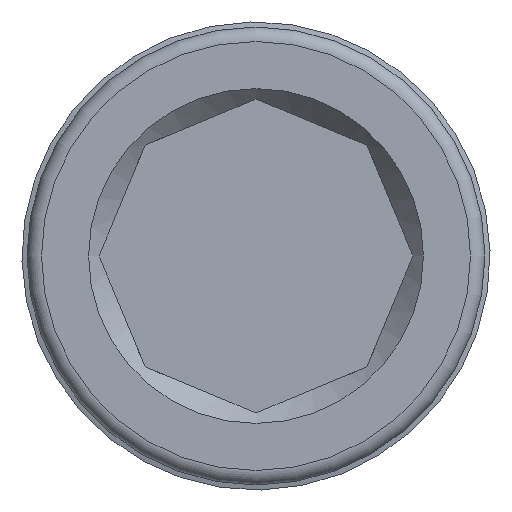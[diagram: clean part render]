
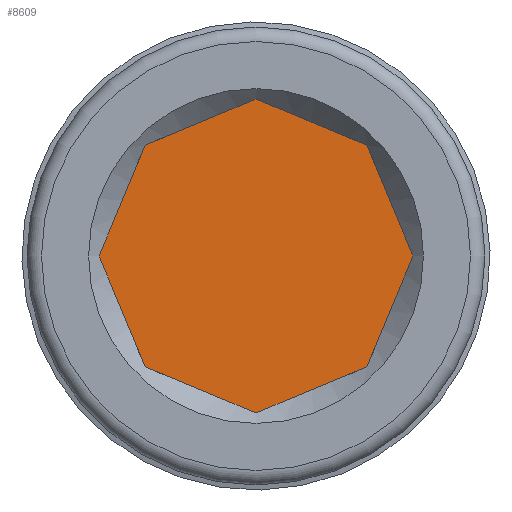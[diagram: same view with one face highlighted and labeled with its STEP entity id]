
A CAD part, left-side view. The second image highlights one B-rep face of the part: STEP entity #8609.
In plain terms, the highlighted planar face has unit normal (-1, 0, 0).
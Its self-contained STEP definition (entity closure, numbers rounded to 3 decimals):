
#234=PLANE('',#9000);
#1451=FACE_OUTER_BOUND('',#1940,.T.);
#1940=EDGE_LOOP('',(#7417,#7418));
#2125=CIRCLE('',#8998,6.05);
#2126=CIRCLE('',#8999,6.05);
#3867=VERTEX_POINT('',#63679);
#3868=VERTEX_POINT('',#63680);
#5071=EDGE_CURVE('',#3867,#3868,#2125,.T.);
#5073=EDGE_CURVE('',#3868,#3867,#2126,.T.);
#7417=ORIENTED_EDGE('',*,*,#5071,.F.);
#7418=ORIENTED_EDGE('',*,*,#5073,.F.);
#8609=ADVANCED_FACE('',(#1451),#234,.T.);
#8998=AXIS2_PLACEMENT_3D('',#63681,#10173,#10174);
#8999=AXIS2_PLACEMENT_3D('',#63683,#10176,#10177);
#9000=AXIS2_PLACEMENT_3D('',#63684,#10178,#10179);
#10173=DIRECTION('center_axis',(1.,0.,0.));
#10174=DIRECTION('ref_axis',(0.,-1.,0.));
#10176=DIRECTION('center_axis',(1.,0.,0.));
#10177=DIRECTION('ref_axis',(0.,-1.,0.));
#10178=DIRECTION('center_axis',(-1.,0.,0.));
#10179=DIRECTION('ref_axis',(0.,0.,1.));
#63679=CARTESIAN_POINT('',(10.,-6.05,0.));
#63680=CARTESIAN_POINT('',(10.,6.05,0.));
#63681=CARTESIAN_POINT('Origin',(10.,0.,0.));
#63683=CARTESIAN_POINT('Origin',(10.,0.,0.));
#63684=CARTESIAN_POINT('Origin',(10.,-5.425,0.));
